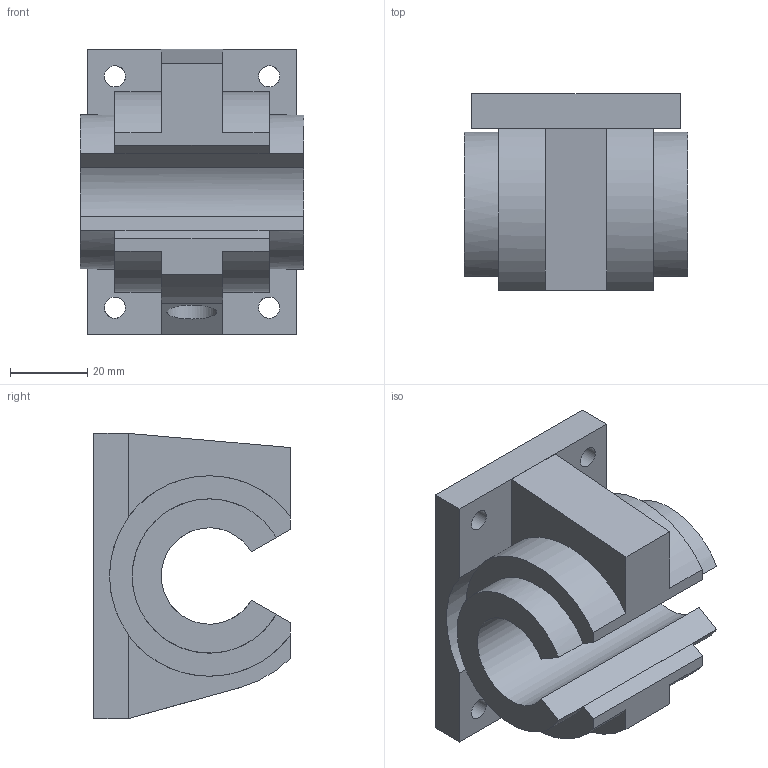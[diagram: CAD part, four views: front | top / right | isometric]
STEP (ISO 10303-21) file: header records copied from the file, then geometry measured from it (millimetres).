
FILE_DESCRIPTION ((), '1');
FILE_NAME ('LE67-225.stp', '2018-12-13T15:27:21', ('Unknown'), ('Unknown'), 'HarmonyWare STEP v2.0.5', 'Vectorworks', '');
FILE_SCHEMA (('CONFIG_CONTROL_DESIGN'));
Length unit declared in the file: millimetre
Products named in the file (1): NONE
Bounding box: 58 x 51 x 74 mm (x, y, z)
Volume: 108298.2 mm3; surface area: 24573.7 mm2
Topology: 1 solids, 1 shells, 48 faces, 154 edges, 110 vertices
Faces by surface type: bspline 48
Entity records: 2066 total; most frequent: CARTESIAN_POINT 1099, ORIENTED_EDGE 308, EDGE_CURVE 154, VERTEX_POINT 110, B_SPLINE_CURVE_WITH_KNOTS 105, EDGE_LOOP 58, FACE_OUTER_BOUND 48, ADVANCED_FACE 48
